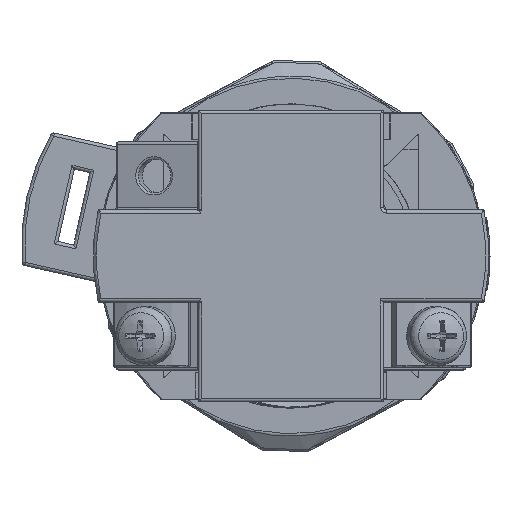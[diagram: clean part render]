
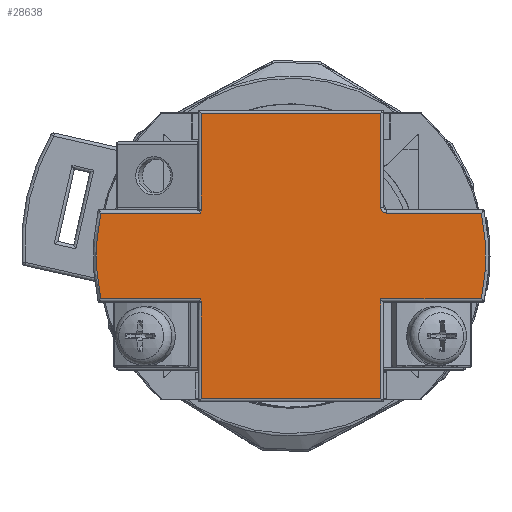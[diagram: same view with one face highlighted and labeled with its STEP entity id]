
A CAD part, front view. The second image highlights one B-rep face of the part: STEP entity #28638.
In plain terms, the highlighted planar face has unit normal (0, -1, 0).
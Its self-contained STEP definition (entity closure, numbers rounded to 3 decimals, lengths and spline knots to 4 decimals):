
#1084=LINE('',#86634,#3024);
#1085=LINE('',#86638,#3025);
#1086=LINE('',#86642,#3026);
#1087=LINE('',#86644,#3027);
#1088=LINE('',#86646,#3028);
#1089=LINE('',#86650,#3029);
#1090=LINE('',#86652,#3030);
#1091=LINE('',#86656,#3031);
#1092=LINE('',#86658,#3032);
#1093=LINE('',#86662,#3033);
#1094=LINE('',#86664,#3034);
#1095=LINE('',#86665,#3035);
#3024=VECTOR('',#35839,0.3734);
#3025=VECTOR('',#35842,0.3537);
#3026=VECTOR('',#35845,0.3504);
#3027=VECTOR('',#35846,0.6656);
#3028=VECTOR('',#35847,0.3555);
#3029=VECTOR('',#35850,0.0077);
#3030=VECTOR('',#35851,0.3716);
#3031=VECTOR('',#35854,0.3716);
#3032=VECTOR('',#35855,0.0077);
#3033=VECTOR('',#35858,0.3555);
#3034=VECTOR('',#35859,0.6656);
#3035=VECTOR('',#35860,0.3701);
#5928=PLANE('',#31261);
#7232=FACE_OUTER_BOUND('',#8985,.T.);
#8985=EDGE_LOOP('',(#21634,#21635,#21636,#21637,#21638,#21639,#21640,#21641,
#21642,#21643,#21644,#21645,#21646,#21647,#21648,#21649,#21650));
#10597=CIRCLE('',#31262,0.7837);
#10598=CIRCLE('',#31263,0.0197);
#10599=CIRCLE('',#31264,0.0146);
#10600=CIRCLE('',#31265,0.7837);
#10601=CIRCLE('',#31266,0.0146);
#12344=VERTEX_POINT('',#86632);
#12345=VERTEX_POINT('',#86633);
#12346=VERTEX_POINT('',#86635);
#12347=VERTEX_POINT('',#86637);
#12348=VERTEX_POINT('',#86639);
#12349=VERTEX_POINT('',#86641);
#12350=VERTEX_POINT('',#86643);
#12351=VERTEX_POINT('',#86645);
#12352=VERTEX_POINT('',#86647);
#12353=VERTEX_POINT('',#86649);
#12354=VERTEX_POINT('',#86651);
#12355=VERTEX_POINT('',#86653);
#12356=VERTEX_POINT('',#86655);
#12357=VERTEX_POINT('',#86657);
#12358=VERTEX_POINT('',#86659);
#12359=VERTEX_POINT('',#86661);
#12360=VERTEX_POINT('',#86663);
#15701=EDGE_CURVE('',#12344,#12345,#1084,.T.);
#15702=EDGE_CURVE('',#12346,#12344,#10597,.T.);
#15703=EDGE_CURVE('',#12347,#12346,#1085,.T.);
#15704=EDGE_CURVE('',#12348,#12347,#10598,.T.);
#15705=EDGE_CURVE('',#12349,#12348,#1086,.T.);
#15706=EDGE_CURVE('',#12350,#12349,#1087,.T.);
#15707=EDGE_CURVE('',#12351,#12350,#1088,.T.);
#15708=EDGE_CURVE('',#12352,#12351,#10599,.T.);
#15709=EDGE_CURVE('',#12353,#12352,#1089,.T.);
#15710=EDGE_CURVE('',#12354,#12353,#1090,.T.);
#15711=EDGE_CURVE('',#12355,#12354,#10600,.T.);
#15712=EDGE_CURVE('',#12356,#12355,#1091,.T.);
#15713=EDGE_CURVE('',#12357,#12356,#1092,.T.);
#15714=EDGE_CURVE('',#12358,#12357,#10601,.T.);
#15715=EDGE_CURVE('',#12359,#12358,#1093,.T.);
#15716=EDGE_CURVE('',#12360,#12359,#1094,.T.);
#15717=EDGE_CURVE('',#12345,#12360,#1095,.T.);
#21634=ORIENTED_EDGE('',*,*,#15701,.F.);
#21635=ORIENTED_EDGE('',*,*,#15702,.F.);
#21636=ORIENTED_EDGE('',*,*,#15703,.F.);
#21637=ORIENTED_EDGE('',*,*,#15704,.F.);
#21638=ORIENTED_EDGE('',*,*,#15705,.F.);
#21639=ORIENTED_EDGE('',*,*,#15706,.F.);
#21640=ORIENTED_EDGE('',*,*,#15707,.F.);
#21641=ORIENTED_EDGE('',*,*,#15708,.F.);
#21642=ORIENTED_EDGE('',*,*,#15709,.F.);
#21643=ORIENTED_EDGE('',*,*,#15710,.F.);
#21644=ORIENTED_EDGE('',*,*,#15711,.F.);
#21645=ORIENTED_EDGE('',*,*,#15712,.F.);
#21646=ORIENTED_EDGE('',*,*,#15713,.F.);
#21647=ORIENTED_EDGE('',*,*,#15714,.F.);
#21648=ORIENTED_EDGE('',*,*,#15715,.F.);
#21649=ORIENTED_EDGE('',*,*,#15716,.F.);
#21650=ORIENTED_EDGE('',*,*,#15717,.F.);
#28638=ADVANCED_FACE('',(#7232),#5928,.F.);
#31261=AXIS2_PLACEMENT_3D('',#86631,#35837,#35838);
#31262=AXIS2_PLACEMENT_3D('',#86636,#35840,#35841);
#31263=AXIS2_PLACEMENT_3D('',#86640,#35843,#35844);
#31264=AXIS2_PLACEMENT_3D('',#86648,#35848,#35849);
#31265=AXIS2_PLACEMENT_3D('',#86654,#35852,#35853);
#31266=AXIS2_PLACEMENT_3D('',#86660,#35856,#35857);
#35837=DIRECTION('center_axis',(0.,1.,0.));
#35838=DIRECTION('ref_axis',(0.,0.,1.));
#35839=DIRECTION('',(-1.,0.,0.));
#35840=DIRECTION('center_axis',(0.,1.,0.));
#35841=DIRECTION('ref_axis',(1.,0.,0.));
#35842=DIRECTION('',(1.,0.,0.));
#35843=DIRECTION('center_axis',(0.,-1.,0.));
#35844=DIRECTION('ref_axis',(-0.707,0.,-0.707));
#35845=DIRECTION('',(0.,0.,-1.));
#35846=DIRECTION('',(1.,0.,0.));
#35847=DIRECTION('',(0.,0.,1.));
#35848=DIRECTION('center_axis',(0.,-1.,0.));
#35849=DIRECTION('ref_axis',(0.828,0.,-0.56));
#35850=DIRECTION('',(0.,0.,1.));
#35851=DIRECTION('',(1.,0.,0.));
#35852=DIRECTION('center_axis',(0.,1.,0.));
#35853=DIRECTION('ref_axis',(-1.,0.,0.));
#35854=DIRECTION('',(-1.,0.,0.));
#35855=DIRECTION('',(0.,0.,1.));
#35856=DIRECTION('center_axis',(0.,-1.,0.));
#35857=DIRECTION('ref_axis',(0.828,0.,0.56));
#35858=DIRECTION('',(0.,0.,1.));
#35859=DIRECTION('',(-1.,0.,0.));
#35860=DIRECTION('',(0.,0.,-1.));
#86631=CARTESIAN_POINT('Origin',(1.1336,-0.5945,0.771));
#86632=CARTESIAN_POINT('',(1.4875,-0.5945,0.3819));
#86633=CARTESIAN_POINT('',(1.1142,-0.5945,0.3819));
#86634=CARTESIAN_POINT('',(1.4875,-0.5945,0.3819));
#86635=CARTESIAN_POINT('',(1.4875,-0.5945,0.7008));
#86636=CARTESIAN_POINT('Origin',(0.7202,-0.5945,0.5413));
#86637=CARTESIAN_POINT('',(1.1339,-0.5945,0.7008));
#86638=CARTESIAN_POINT('',(1.1339,-0.5945,0.7008));
#86639=CARTESIAN_POINT('',(1.1142,-0.5945,0.7205));
#86640=CARTESIAN_POINT('Origin',(1.1339,-0.5945,0.7205));
#86641=CARTESIAN_POINT('',(1.1142,-0.5945,1.0709));
#86642=CARTESIAN_POINT('',(1.1142,-0.5945,1.0709));
#86643=CARTESIAN_POINT('',(0.4486,-0.5945,1.0709));
#86644=CARTESIAN_POINT('',(0.4486,-0.5945,1.0709));
#86645=CARTESIAN_POINT('',(0.4486,-0.5945,0.7154));
#86646=CARTESIAN_POINT('',(0.4486,-0.5945,0.7154));
#86647=CARTESIAN_POINT('',(0.4469,-0.5945,0.7085));
#86648=CARTESIAN_POINT('Origin',(0.434,-0.5945,0.7154));
#86649=CARTESIAN_POINT('',(0.4469,-0.5945,0.7008));
#86650=CARTESIAN_POINT('',(0.4469,-0.5945,0.7008));
#86651=CARTESIAN_POINT('',(0.0752,-0.5945,0.7008));
#86652=CARTESIAN_POINT('',(0.0752,-0.5945,0.7008));
#86653=CARTESIAN_POINT('',(0.0752,-0.5945,0.3819));
#86654=CARTESIAN_POINT('Origin',(0.8425,-0.5945,0.5413));
#86655=CARTESIAN_POINT('',(0.4469,-0.5945,0.3819));
#86656=CARTESIAN_POINT('',(0.4469,-0.5945,0.3819));
#86657=CARTESIAN_POINT('',(0.4469,-0.5945,0.3742));
#86658=CARTESIAN_POINT('',(0.4469,-0.5945,0.3742));
#86659=CARTESIAN_POINT('',(0.4486,-0.5945,0.3673));
#86660=CARTESIAN_POINT('Origin',(0.434,-0.5945,0.3673));
#86661=CARTESIAN_POINT('',(0.4486,-0.5945,0.0118));
#86662=CARTESIAN_POINT('',(0.4486,-0.5945,0.0118));
#86663=CARTESIAN_POINT('',(1.1142,-0.5945,0.0118));
#86664=CARTESIAN_POINT('',(1.1142,-0.5945,0.0118));
#86665=CARTESIAN_POINT('',(1.1142,-0.5945,0.3819));
